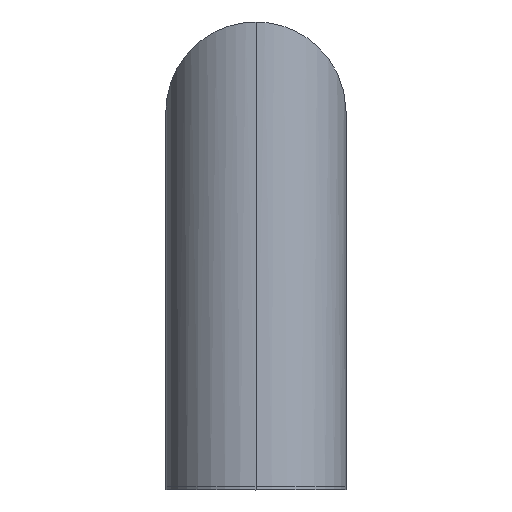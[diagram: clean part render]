
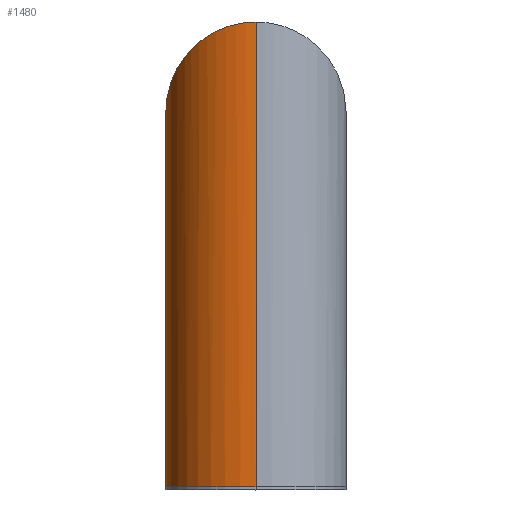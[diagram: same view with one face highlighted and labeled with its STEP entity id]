
A CAD part, top view. The second image highlights one B-rep face of the part: STEP entity #1480.
In plain terms, the highlighted cylindrical face has radius 6.35 mm (diameter 12.7 mm), a partial arc.
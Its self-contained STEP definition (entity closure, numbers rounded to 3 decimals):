
#120=CARTESIAN_POINT('',(-6.35,26.35,64.));
#130=VERTEX_POINT('',#120);
#370=CARTESIAN_POINT('',(0.,26.35,64.));
#380=DIRECTION('',(0.,-0.707,0.707));
#390=DIRECTION('',(0.,0.707,0.707));
#400=AXIS2_PLACEMENT_3D('',#370,#380,#390);
#410=ELLIPSE('',#400,8.98,6.35);
#420=CARTESIAN_POINT('',(0.,32.7,70.35));
#430=VERTEX_POINT('',#420);
#460=EDGE_CURVE('',#430,#130,#410,.T.);
#1130=CARTESIAN_POINT('',(0.,0.,64.));
#1140=DIRECTION('',(0.,-1.,0.));
#1150=DIRECTION('',(0.,0.,1.));
#1160=AXIS2_PLACEMENT_3D('',#1130,#1140,#1150);
#1170=CYLINDRICAL_SURFACE('',#1160,6.35);
#1180=CARTESIAN_POINT('',(0.,0.,57.65));
#1190=DIRECTION('',(0.,-1.,0.));
#1200=VECTOR('',#1190,1.);
#1210=LINE('',#1180,#1200);
#1220=CARTESIAN_POINT('',(0.,20.,57.65));
#1230=VERTEX_POINT('',#1220);
#1240=CARTESIAN_POINT('',(0.,0.,57.65));
#1250=VERTEX_POINT('',#1240);
#1260=EDGE_CURVE('',#1230,#1250,#1210,.T.);
#1270=ORIENTED_EDGE('',*,*,#1260,.T.);
#1280=EDGE_CURVE('',#130,#1230,#410,.T.);
#1290=ORIENTED_EDGE('',*,*,#1280,.T.);
#1300=ORIENTED_EDGE('',*,*,#460,.T.);
#1310=CARTESIAN_POINT('',(0.,0.,70.35));
#1320=DIRECTION('',(0.,-1.,0.));
#1330=VECTOR('',#1320,1.);
#1340=LINE('',#1310,#1330);
#1350=CARTESIAN_POINT('',(0.,0.,70.35));
#1360=VERTEX_POINT('',#1350);
#1370=EDGE_CURVE('',#430,#1360,#1340,.T.);
#1380=ORIENTED_EDGE('',*,*,#1370,.F.);
#1390=CARTESIAN_POINT('',(0.,0.,64.));
#1400=DIRECTION('',(0.,-1.,0.));
#1410=DIRECTION('',(0.,0.,1.));
#1420=AXIS2_PLACEMENT_3D('',#1390,#1400,#1410);
#1430=CIRCLE('',#1420,6.35);
#1440=EDGE_CURVE('',#1360,#1250,#1430,.T.);
#1450=ORIENTED_EDGE('',*,*,#1440,.F.);
#1460=EDGE_LOOP('',(#1450,#1380,#1300,#1290,#1270));
#1470=FACE_OUTER_BOUND('',#1460,.T.);
#1480=ADVANCED_FACE('',(#1470),#1170,.T.);
